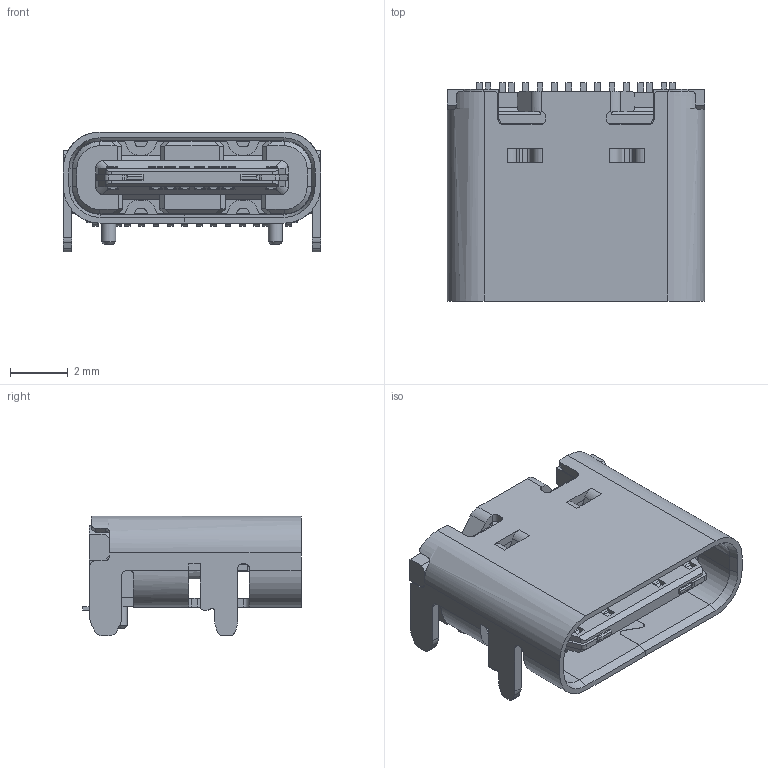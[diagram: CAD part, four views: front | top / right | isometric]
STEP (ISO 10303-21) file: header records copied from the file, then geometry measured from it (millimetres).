
FILE_DESCRIPTION(('FreeCAD Model'),'2;1');
FILE_NAME('D0_9062_005LG_(Solid).step', '2019-02-27T14:18:48',('kicad StepUp'),('ksu MCAD'), 'Open CASCADE STEP processor 7.2','FreeCAD','Unknown');
FILE_SCHEMA(('AUTOMOTIVE_DESIGN_CC2 { 1 2 10303 214 -1 1 5 4 }'));
Products named in the file (1): D0_9062_005LG_(Solid)
Bounding box: 8.94 x 7.58 x 4.16 mm (x, y, z)
Volume: 108 mm3; surface area: 614.6 mm2
Topology: 1 solids, 1 shells, 1489 faces, 4659 edges, 3002 vertices
Faces by surface type: bspline 1173, revolution 316
Entity records: 52686 total; most frequent: CARTESIAN_POINT 13585, ORIENTED_EDGE 9310, DIRECTION 5873, EDGE_CURVE 4655, LINE 4277, VECTOR 4277, VERTEX_POINT 3002, FACE_BOUND 1527
